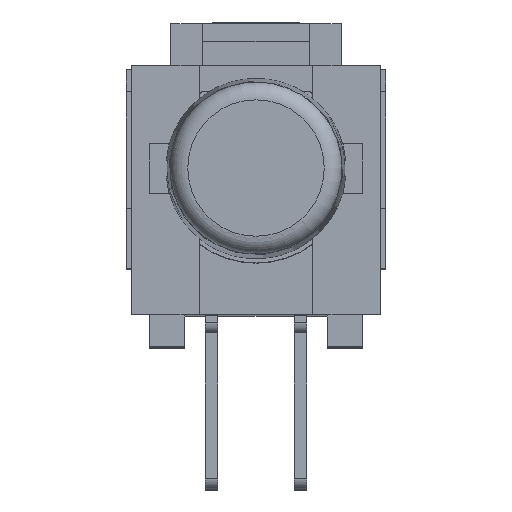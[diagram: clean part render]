
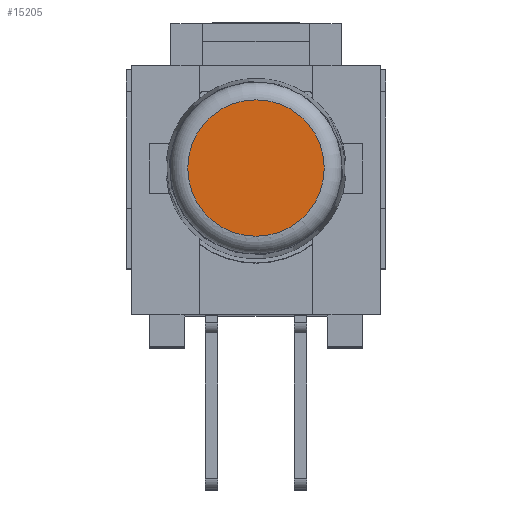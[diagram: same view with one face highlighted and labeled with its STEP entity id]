
A CAD part, top view. The second image highlights one B-rep face of the part: STEP entity #15205.
In plain terms, the highlighted planar face has unit normal (0, 0, 1).
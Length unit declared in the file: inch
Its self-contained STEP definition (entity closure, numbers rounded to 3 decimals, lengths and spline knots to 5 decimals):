
#15166=CARTESIAN_POINT('',(0.07558,0.,0.62402));
#15167=VERTEX_POINT('',#15166);
#15168=CARTESIAN_POINT('',(0.,0.,0.62402));
#15169=DIRECTION('',(0.0,0.0,-1.0));
#15170=DIRECTION('',(-1.0,0.0,0.0));
#15171=AXIS2_PLACEMENT_3D('',#15168,#15169,#15170);
#15172=CIRCLE('',#15171,0.07558);
#15173=EDGE_CURVE('',#15167,#15167,#15172,.T.);
#15197=CARTESIAN_POINT('',(0.08314,-0.08314,0.62402));
#15198=DIRECTION('',(0.0,0.0,-1.0));
#15199=DIRECTION('',(-1.0,0.0,0.0));
#15200=AXIS2_PLACEMENT_3D('',#15197,#15198,#15199);
#15201=PLANE('',#15200);
#15202=ORIENTED_EDGE('',*,*,#15173,.F.);
#15203=EDGE_LOOP('',(#15202));
#15204=FACE_OUTER_BOUND('',#15203,.T.);
#15205=ADVANCED_FACE('',(#15204),#15201,.F.);
